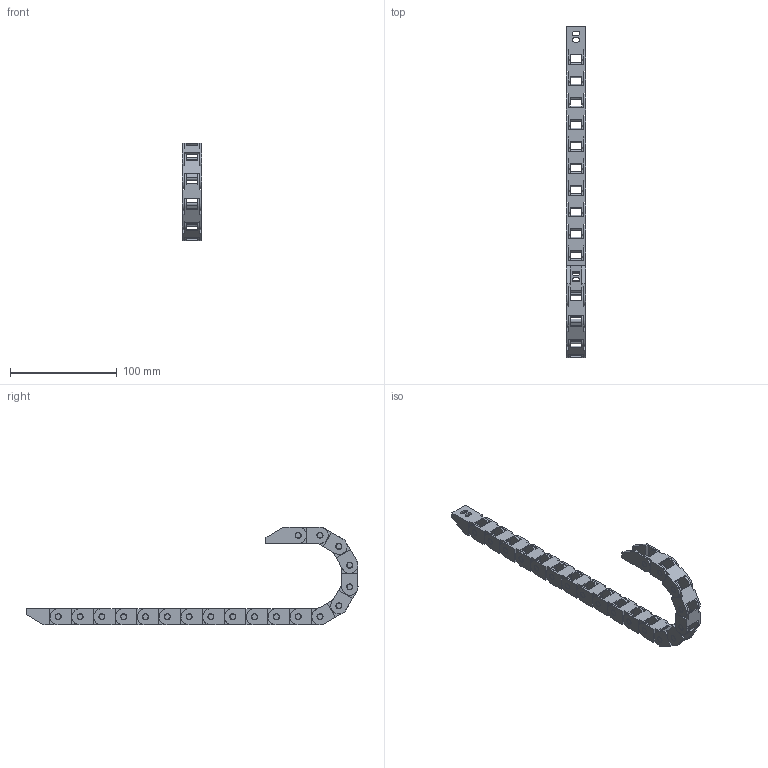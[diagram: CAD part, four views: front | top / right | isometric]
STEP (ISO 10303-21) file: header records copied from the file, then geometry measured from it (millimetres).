
FILE_DESCRIPTION(/* description */ (''),/* implementation_level */ '2;1');
FILE_NAME(/* name */ 'Drag Chain 10x10',/* time_stamp */ '2018-03-16T15:34:00+01:00',/* author */ (''),/* organization */ (''),/* preprocessor_version */ 'ST-DEVELOPER v15',/* originating_system */ '',/* authorisation */ '');
FILE_SCHEMA (('AUTOMOTIVE_DESIGN'));
Length unit declared in the file: millimetre
Products named in the file (4): Document; Bloc 06; Bloc 04; Bloc 05
Assembly tree (20 placements, depth 2):
  Document
    Bloc 06
    Bloc 04  x18
    Bloc 05
Bounding box: 17.84 x 310.84 x 91.56 mm (x, y, z)
Volume: 51056.7 mm3; surface area: 61368.4 mm2
Topology: 20 solids, 20 shells, 938 faces, 2688 edges, 1792 vertices
Faces by surface type: plane 548, bspline 390
Entity records: 4440 total; most frequent: CARTESIAN_POINT 2061, ORIENTED_EDGE 684, EDGE_CURVE 342, B_SPLINE_CURVE_WITH_KNOTS 242, VERTEX_POINT 228, EDGE_LOOP 142, DIRECTION 126, ADVANCED_FACE 122
